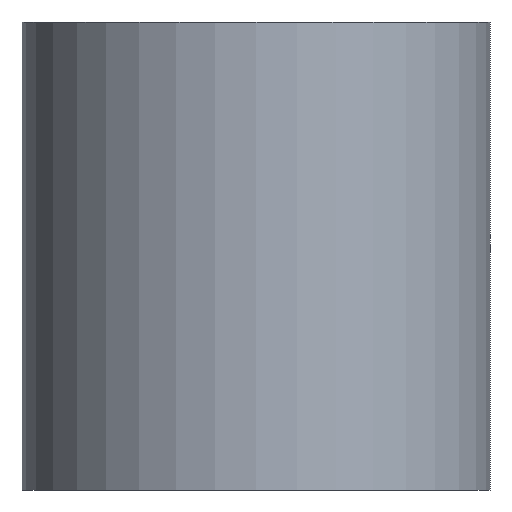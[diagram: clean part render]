
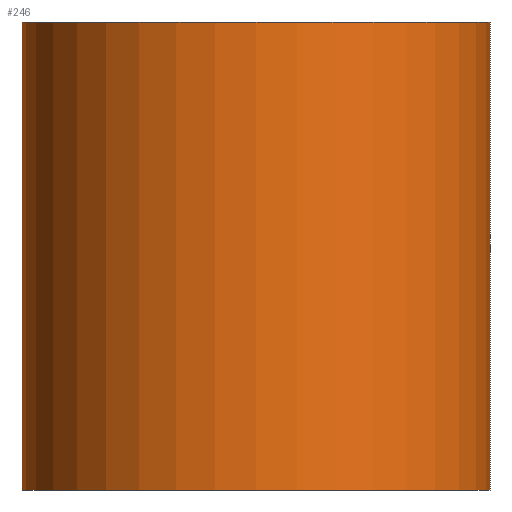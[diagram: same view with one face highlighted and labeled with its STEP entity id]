
A CAD part, front view. The second image highlights one B-rep face of the part: STEP entity #246.
In plain terms, the highlighted cylindrical face has radius 15.875 mm (diameter 31.75 mm), a partial arc.
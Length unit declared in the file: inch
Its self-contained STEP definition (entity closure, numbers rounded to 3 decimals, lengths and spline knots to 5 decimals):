
#3 = EDGE_CURVE ( 'NONE', #206, #186, #124, .T. ) ;
#4 = AXIS2_PLACEMENT_3D ( 'NONE', #201, #238, #230 ) ;
#8 = EDGE_CURVE ( 'NONE', #213, #221, #50, .T. ) ;
#27 = EDGE_CURVE ( 'NONE', #186, #221, #119, .T. ) ;
#28 = EDGE_CURVE ( 'NONE', #206, #213, #115, .T. ) ;
#34 = AXIS2_PLACEMENT_3D ( 'NONE', #150, #171, #195 ) ;
#39 = AXIS2_PLACEMENT_3D ( 'NONE', #164, #220, #219 ) ;
#48 = EDGE_LOOP ( 'NONE', ( #136, #60, #49, #126 ) ) ;
#49 = ORIENTED_EDGE ( 'NONE', *, *, #3, .T. ) ;
#50 = LINE ( 'NONE', #170, #123 ) ;
#60 = ORIENTED_EDGE ( 'NONE', *, *, #28, .F. ) ;
#66 = CYLINDRICAL_SURFACE ( 'NONE', #39, 0.625 ) ;
#67 = FACE_OUTER_BOUND ( 'NONE', #48, .T. ) ;
#115 = CIRCLE ( 'NONE', #34, 0.625 ) ;
#119 = CIRCLE ( 'NONE', #4, 0.625 ) ;
#122 = VECTOR ( 'NONE', #202, 39.37008 ) ;
#123 = VECTOR ( 'NONE', #196, 39.37008 ) ;
#124 = LINE ( 'NONE', #240, #122 ) ;
#126 = ORIENTED_EDGE ( 'NONE', *, *, #27, .T. ) ;
#136 = ORIENTED_EDGE ( 'NONE', *, *, #8, .F. ) ;
#150 = CARTESIAN_POINT ( 'NONE',  ( 0., 0., 0.625 ) ) ;
#163 = CARTESIAN_POINT ( 'NONE',  ( 0.625, 0., -0.625 ) ) ;
#164 = CARTESIAN_POINT ( 'NONE',  ( 0., 0., 0.625 ) ) ;
#170 = CARTESIAN_POINT ( 'NONE',  ( 0.625, 0., 0.625 ) ) ;
#171 = DIRECTION ( 'NONE',  ( 0., 0., 1. ) ) ;
#186 = VERTEX_POINT ( 'NONE', #199 ) ;
#192 = CARTESIAN_POINT ( 'NONE',  ( 0.625, 0., 0.625 ) ) ;
#195 = DIRECTION ( 'NONE',  ( 1., 0., 0. ) ) ;
#196 = DIRECTION ( 'NONE',  ( 0., 0., -1. ) ) ;
#199 = CARTESIAN_POINT ( 'NONE',  ( -0.625, 0., -0.625 ) ) ;
#201 = CARTESIAN_POINT ( 'NONE',  ( 0., 0., -0.625 ) ) ;
#202 = DIRECTION ( 'NONE',  ( 0., 0., -1. ) ) ;
#205 = CARTESIAN_POINT ( 'NONE',  ( -0.625, 0., 0.625 ) ) ;
#206 = VERTEX_POINT ( 'NONE', #205 ) ;
#213 = VERTEX_POINT ( 'NONE', #192 ) ;
#219 = DIRECTION ( 'NONE',  ( -1., 0., 0. ) ) ;
#220 = DIRECTION ( 'NONE',  ( 0., 0., -1. ) ) ;
#221 = VERTEX_POINT ( 'NONE', #163 ) ;
#230 = DIRECTION ( 'NONE',  ( 1., 0., 0. ) ) ;
#238 = DIRECTION ( 'NONE',  ( 0., 0., 1. ) ) ;
#240 = CARTESIAN_POINT ( 'NONE',  ( -0.625, 0., 0.625 ) ) ;
#246 = ADVANCED_FACE ( 'NONE', ( #67 ), #66, .T. ) ;
